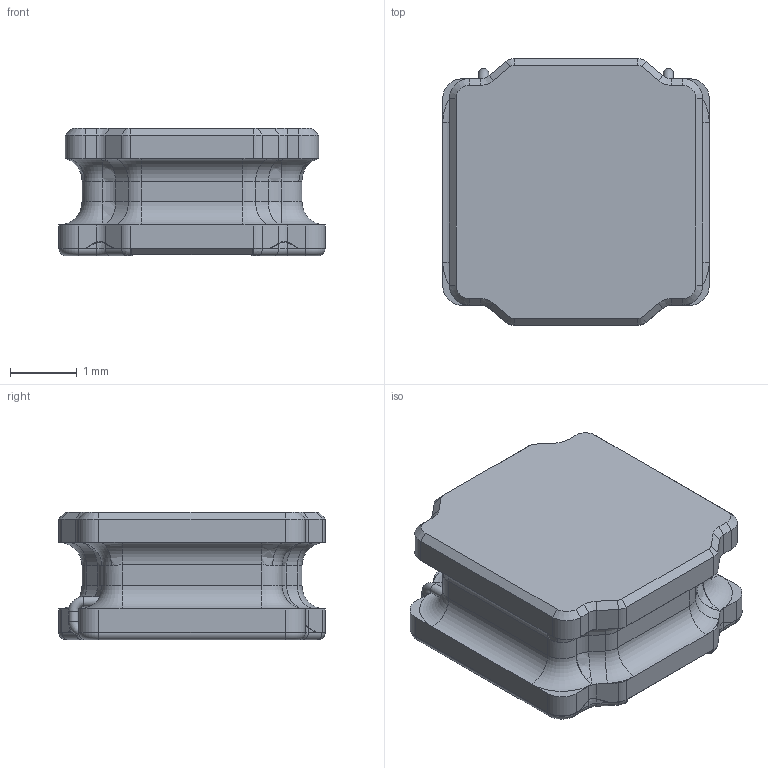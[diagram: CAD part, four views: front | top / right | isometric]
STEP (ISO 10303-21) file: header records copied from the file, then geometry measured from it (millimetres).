
FILE_DESCRIPTION(/* description */ (''),/* implementation_level */ '2;1');
FILE_NAME(/* name */ 'IND-SMD_L4.0-W4.0~IND-SMD_L4.0-W4.0-H1.9~F5Ed.step',/* time_stamp */ '2026-01-21T16:22:34+08:00',/* author */ (''),/* organization */ (''),/* preprocessor_version */ 'ST-DEVELOPER v20.1',/* originating_system */ 'Autodesk Translation Framework v14.21.0.0',/* authorisation */ '');
FILE_SCHEMA (('AUTOMOTIVE_DESIGN { 1 0 10303 214 3 1 1 }'));
Length unit declared in the file: millimetre
Products named in the file (1): IND-SMD_L4.0-W4.0~IND-SMD_L4.0-W4.0-H1.9~F5Ed
Bounding box: 4 x 4 x 1.91 mm (x, y, z)
Volume: 23.8 mm3; surface area: 58.8 mm2
Topology: 1 solids, 1 shells, 303 faces, 889 edges, 593 vertices
Faces by surface type: plane 125, cylinder 82, cone 36, bspline 32, torus 28
Full cylindrical faces by diameter (mm): 0.15 x2
Entity records: 11373 total; most frequent: CARTESIAN_POINT 2983, ORIENTED_EDGE 1758, DIRECTION 1643, EDGE_CURVE 879, VERTEX_POINT 593, AXIS2_PLACEMENT_3D 593, LINE 457, VECTOR 457
